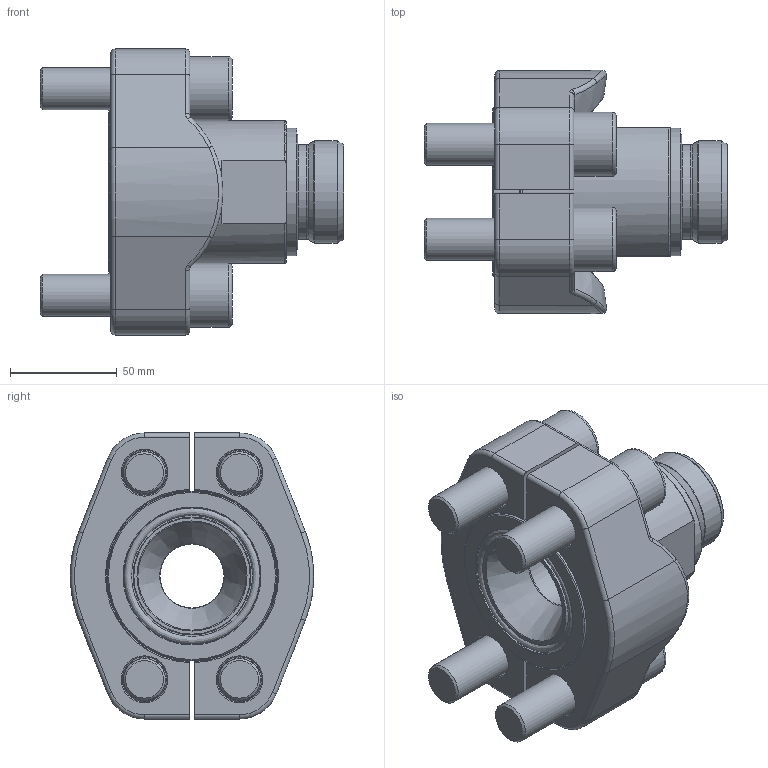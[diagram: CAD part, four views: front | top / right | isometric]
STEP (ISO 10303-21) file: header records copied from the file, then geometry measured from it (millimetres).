
FILE_DESCRIPTION(/* description */ (''),/* implementation_level */ '2;1');
FILE_NAME(/* name */ 'SGA51-6-38.stp',/* time_stamp */ '2025-01-29T12:11:03+01:00',/* author */ (''),/* organization */ (''),/* preprocessor_version */ 'ST-DEVELOPER v16',/* originating_system */ 'SIEMENS PLM Software NX 10.0',/* authorisation */ '');
FILE_SCHEMA (('CONFIG_CONTROL_DESIGN'));
Length unit declared in the file: millimetre
Products named in the file (7): X-AFH51-6_einzel; X-O49; X-O56; X-M20x70I; X-SGA65138; X-AFH51-6; SGA051-638
Assembly tree (10 placements, depth 3):
  SGA051-638
    X-SGA65138
    X-AFH51-6
      X-AFH51-6_einzel  x2
    X-M20x70I  x4
    X-O56
    X-O49
Bounding box: 142.1 x 113.85 x 134 mm (x, y, z)
Volume: 680904.1 mm3; surface area: 132407.2 mm2
Topology: 9 solids, 9 shells, 262 faces, 561 edges, 323 vertices
Faces by surface type: plane 92, cone 58, cylinder 48, torus 48, bspline 12, sphere 2, revolution 2
Full cylindrical faces by diameter (mm): 19.623 x4, 21 x4, 30 x5, 44.4 x1, 47.71 x1, 47.8 x1, 55 x1, 55.1 x1, 59.95 x1, 64 x1, 66.9 x1, 79.3 x1
Entity records: 4310 total; most frequent: CARTESIAN_POINT 935, DIRECTION 572, ORIENTED_EDGE 432, AXIS2_PLACEMENT_3D 254, EDGE_CURVE 216, EDGE_LOOP 178, VERTEX_POINT 151, ADVANCED_FACE 125
